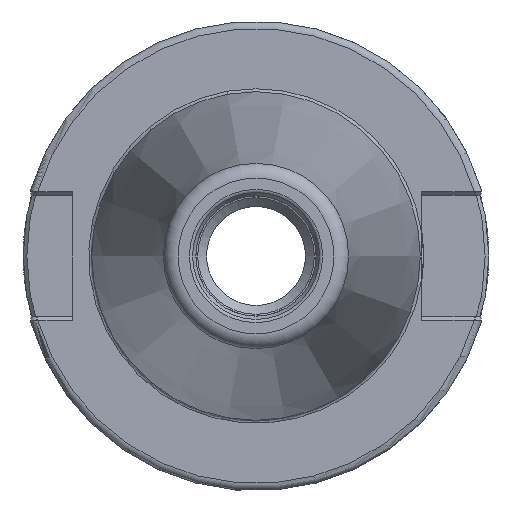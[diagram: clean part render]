
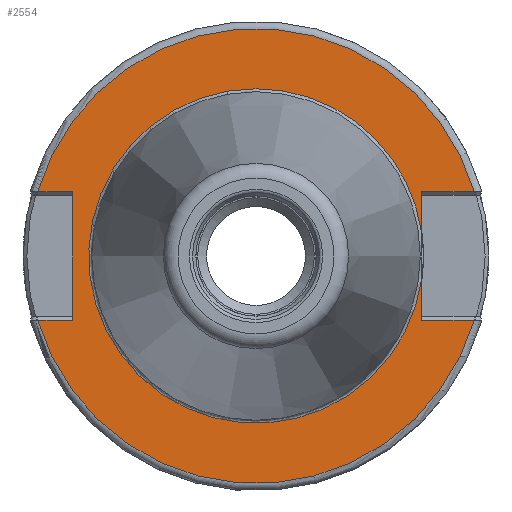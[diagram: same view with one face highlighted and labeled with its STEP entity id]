
A CAD part, left-side view. The second image highlights one B-rep face of the part: STEP entity #2554.
In plain terms, the highlighted planar face has unit normal (-1, 0, 0).
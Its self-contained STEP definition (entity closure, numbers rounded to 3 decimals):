
#173=LINE('',#3786,#325);
#180=LINE('',#3908,#332);
#181=LINE('',#3912,#333);
#182=LINE('',#3914,#334);
#183=LINE('',#3916,#335);
#184=LINE('',#3920,#336);
#185=LINE('',#3922,#337);
#325=VECTOR('',#3044,10.);
#332=VECTOR('',#3055,10.);
#333=VECTOR('',#3058,10.);
#334=VECTOR('',#3059,10.);
#335=VECTOR('',#3060,10.);
#336=VECTOR('',#3063,10.);
#337=VECTOR('',#3064,10.);
#513=FACE_OUTER_BOUND('',#657,.T.);
#657=EDGE_LOOP('',(#1704,#1705,#1706,#1707,#1708,#1709,#1710,#1711,#1712,
#1713,#1714));
#813=CIRCLE('',#2727,30.775);
#814=CIRCLE('',#2728,30.775);
#815=CIRCLE('',#2729,22.625);
#816=CIRCLE('',#2730,22.625);
#984=VERTEX_POINT('',#3783);
#985=VERTEX_POINT('',#3785);
#993=VERTEX_POINT('',#3907);
#994=VERTEX_POINT('',#3909);
#995=VERTEX_POINT('',#3911);
#996=VERTEX_POINT('',#3913);
#997=VERTEX_POINT('',#3915);
#998=VERTEX_POINT('',#3917);
#999=VERTEX_POINT('',#3919);
#1000=VERTEX_POINT('',#3921);
#1001=VERTEX_POINT('',#3923);
#1269=EDGE_CURVE('',#984,#985,#173,.T.);
#1281=EDGE_CURVE('',#993,#985,#180,.T.);
#1282=EDGE_CURVE('',#994,#984,#813,.T.);
#1283=EDGE_CURVE('',#995,#994,#181,.T.);
#1284=EDGE_CURVE('',#995,#996,#182,.T.);
#1285=EDGE_CURVE('',#997,#996,#183,.T.);
#1286=EDGE_CURVE('',#998,#997,#814,.T.);
#1287=EDGE_CURVE('',#999,#998,#184,.T.);
#1288=EDGE_CURVE('',#999,#1000,#185,.T.);
#1289=EDGE_CURVE('',#1000,#1001,#815,.T.);
#1290=EDGE_CURVE('',#1001,#993,#816,.T.);
#1704=ORIENTED_EDGE('',*,*,#1281,.T.);
#1705=ORIENTED_EDGE('',*,*,#1269,.F.);
#1706=ORIENTED_EDGE('',*,*,#1282,.F.);
#1707=ORIENTED_EDGE('',*,*,#1283,.F.);
#1708=ORIENTED_EDGE('',*,*,#1284,.T.);
#1709=ORIENTED_EDGE('',*,*,#1285,.F.);
#1710=ORIENTED_EDGE('',*,*,#1286,.F.);
#1711=ORIENTED_EDGE('',*,*,#1287,.F.);
#1712=ORIENTED_EDGE('',*,*,#1288,.T.);
#1713=ORIENTED_EDGE('',*,*,#1289,.T.);
#1714=ORIENTED_EDGE('',*,*,#1290,.T.);
#2488=PLANE('',#2726);
#2554=ADVANCED_FACE('',(#513),#2488,.T.);
#2726=AXIS2_PLACEMENT_3D('',#3906,#3053,#3054);
#2727=AXIS2_PLACEMENT_3D('',#3910,#3056,#3057);
#2728=AXIS2_PLACEMENT_3D('',#3918,#3061,#3062);
#2729=AXIS2_PLACEMENT_3D('',#3924,#3065,#3066);
#2730=AXIS2_PLACEMENT_3D('',#3925,#3067,#3068);
#3044=DIRECTION('',(0.,1.,0.));
#3053=DIRECTION('center_axis',(-1.,0.,0.));
#3054=DIRECTION('ref_axis',(0.,0.,1.));
#3055=DIRECTION('',(0.,0.,1.));
#3056=DIRECTION('center_axis',(1.,0.,0.));
#3057=DIRECTION('ref_axis',(0.,0.,-1.));
#3058=DIRECTION('',(0.,1.,0.));
#3059=DIRECTION('',(0.,0.,-1.));
#3060=DIRECTION('',(0.,-1.,0.));
#3061=DIRECTION('center_axis',(1.,0.,0.));
#3062=DIRECTION('ref_axis',(0.,0.,-1.));
#3063=DIRECTION('',(0.,-1.,0.));
#3064=DIRECTION('',(0.,0.,1.));
#3065=DIRECTION('center_axis',(1.,0.,0.));
#3066=DIRECTION('ref_axis',(0.,0.,-1.));
#3067=DIRECTION('center_axis',(1.,0.,0.));
#3068=DIRECTION('ref_axis',(0.,0.,-1.));
#3783=CARTESIAN_POINT('',(1.,-29.523,8.69));
#3785=CARTESIAN_POINT('',(1.,-22.41,8.69));
#3786=CARTESIAN_POINT('',(1.,4.182,8.69));
#3906=CARTESIAN_POINT('Origin',(1.,30.775,0.));
#3907=CARTESIAN_POINT('',(1.,-22.41,3.112));
#3908=CARTESIAN_POINT('',(1.,-22.41,-4.095));
#3909=CARTESIAN_POINT('',(1.,29.523,8.69));
#3910=CARTESIAN_POINT('Origin',(1.,0.,
0.));
#3911=CARTESIAN_POINT('',(1.,24.8,8.69));
#3912=CARTESIAN_POINT('',(1.,38.399,8.69));
#3913=CARTESIAN_POINT('',(1.,24.8,-8.69));
#3914=CARTESIAN_POINT('',(1.,24.8,4.095));
#3915=CARTESIAN_POINT('',(1.,29.523,-8.69));
#3916=CARTESIAN_POINT('',(1.,27.788,-8.69));
#3917=CARTESIAN_POINT('',(1.,-29.523,-8.69));
#3918=CARTESIAN_POINT('Origin',(1.,0.,
0.));
#3919=CARTESIAN_POINT('',(1.,-22.41,-8.69));
#3920=CARTESIAN_POINT('',(1.,-6.591,-8.69));
#3921=CARTESIAN_POINT('',(1.,-22.41,-3.112));
#3922=CARTESIAN_POINT('',(1.,-22.41,-4.095));
#3923=CARTESIAN_POINT('',(1.,0.,22.625));
#3924=CARTESIAN_POINT('Origin',(1.,0.,
0.));
#3925=CARTESIAN_POINT('Origin',(1.,0.,
0.));
